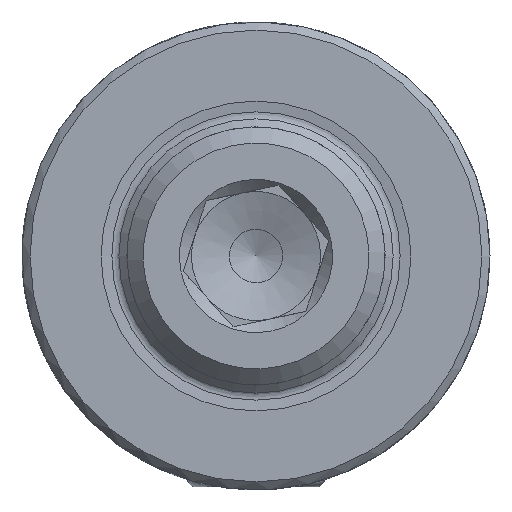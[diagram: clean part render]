
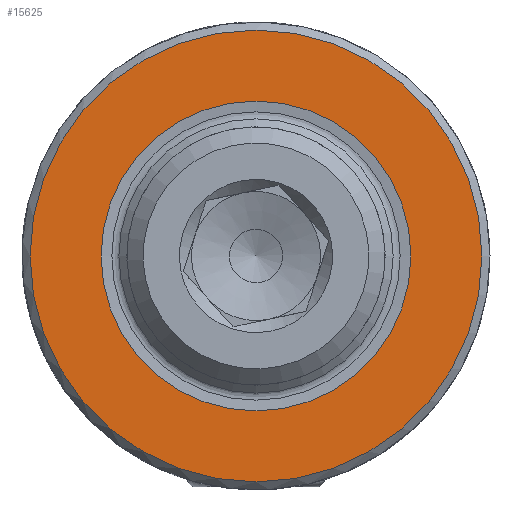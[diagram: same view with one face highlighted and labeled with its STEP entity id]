
A CAD part, left-side view. The second image highlights one B-rep face of the part: STEP entity #15625.
In plain terms, the highlighted planar face has unit normal (-1, 0, 0).
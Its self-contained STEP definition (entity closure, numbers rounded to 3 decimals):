
#1238 = CARTESIAN_POINT ( 'NONE',  ( -42.15, -9.603, 0. ) ) ;
#1845 = CARTESIAN_POINT ( 'NONE',  ( -42.15, 0., 0. ) ) ;
#2199 = EDGE_LOOP ( 'NONE', ( #18130 ) ) ;
#5693 = AXIS2_PLACEMENT_3D ( 'NONE', #17023, #8039, #11684 ) ;
#6073 = ORIENTED_EDGE ( 'NONE', *, *, #17408, .F. ) ;
#6089 = VERTEX_POINT ( 'NONE', #6350 ) ;
#6350 = CARTESIAN_POINT ( 'NONE',  ( -42.15, -14., 0. ) ) ;
#8039 = DIRECTION ( 'NONE',  ( -1., 0., 0. ) ) ;
#9400 = CIRCLE ( 'NONE', #5693, 9.603 ) ;
#11183 = DIRECTION ( 'NONE',  ( 1., 0., 0. ) ) ;
#11684 = DIRECTION ( 'NONE',  ( 0., -1., 0. ) ) ;
#15625 = ADVANCED_FACE ( 'NONE', ( #16019, #22818 ), #21542, .F. ) ;
#16019 = FACE_BOUND ( 'NONE', #19089, .T. ) ;
#17023 = CARTESIAN_POINT ( 'NONE',  ( -42.15, 0., 0. ) ) ;
#17109 = VERTEX_POINT ( 'NONE', #1238 ) ;
#17408 = EDGE_CURVE ( 'NONE', #17109, #17109, #9400, .T. ) ;
#17702 = AXIS2_PLACEMENT_3D ( 'NONE', #1845, #20006, #18282 ) ;
#18127 = DIRECTION ( 'NONE',  ( 0., 1., 0. ) ) ;
#18130 = ORIENTED_EDGE ( 'NONE', *, *, #18367, .T. ) ;
#18282 = DIRECTION ( 'NONE',  ( 0., -1., 0. ) ) ;
#18367 = EDGE_CURVE ( 'NONE', #6089, #6089, #19496, .T. ) ;
#19089 = EDGE_LOOP ( 'NONE', ( #6073 ) ) ;
#19496 = CIRCLE ( 'NONE', #17702, 14. ) ;
#20006 = DIRECTION ( 'NONE',  ( -1., 0., 0. ) ) ;
#20819 = AXIS2_PLACEMENT_3D ( 'NONE', #21788, #11183, #18127 ) ;
#21542 = PLANE ( 'NONE',  #20819 ) ;
#21788 = CARTESIAN_POINT ( 'NONE',  ( -42.15, 9.603, 0. ) ) ;
#22818 = FACE_OUTER_BOUND ( 'NONE', #2199, .T. ) ;
